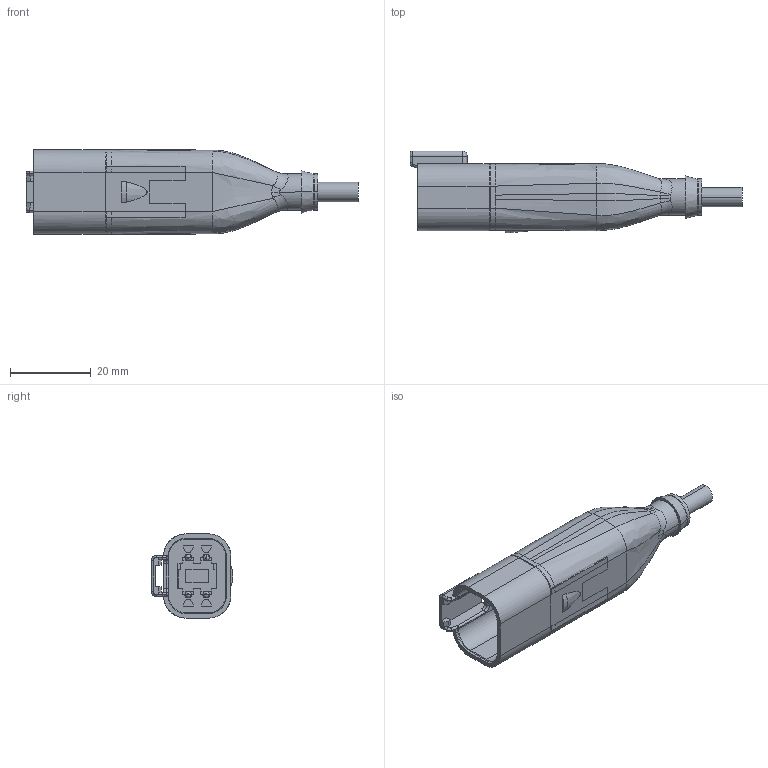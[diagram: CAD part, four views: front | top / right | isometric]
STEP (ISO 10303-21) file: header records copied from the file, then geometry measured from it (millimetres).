
FILE_DESCRIPTION((''),'2;1');
FILE_NAME('CAD-7044_SW0001','2020-08-11T12:04:02',('creinig-se'),(''),'CREO PARAMETRIC BY PTC INC, 2019292','CREO PARAMETRIC BY PTC INC, 2019292','');
FILE_SCHEMA(('CONFIG_CONTROL_DESIGN','SHAPE_APPEARANCE_LAYERS_GROUPS'));
Length unit declared in the file: millimetre
Products named in the file (1): CAD-7044_SW0001
Bounding box: 82.08 x 20.22 x 20.83 mm (x, y, z)
Volume: 7695.9 mm3; surface area: 8679.4 mm2
Topology: 1 solids, 2 shells, 426 faces, 1078 edges, 672 vertices
Faces by surface type: plane 186, cylinder 100, bspline 91, torus 34, sphere 8, cone 7
Entity records: 21731 total; most frequent: CARTESIAN_POINT 8890, ORIENTED_EDGE 2134, DIRECTION 1865, EDGE_CURVE 1067, VERTEX_POINT 666, AXIS2_PLACEMENT_3D 634, VECTOR 597, LINE 597
